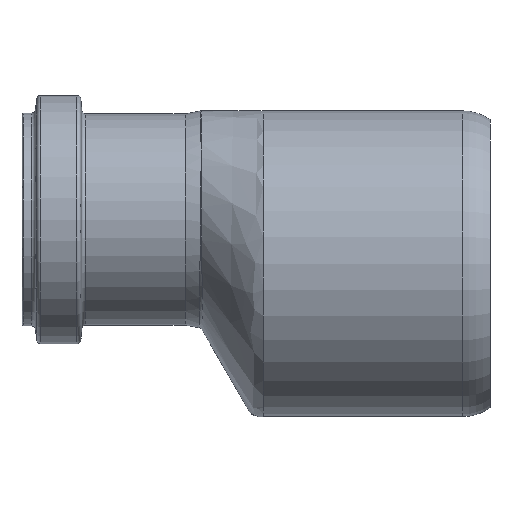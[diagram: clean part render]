
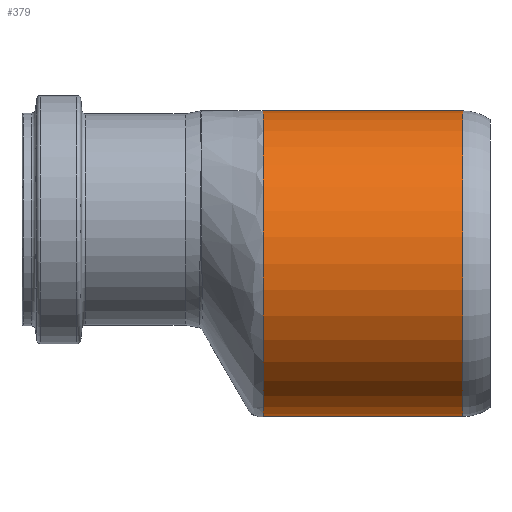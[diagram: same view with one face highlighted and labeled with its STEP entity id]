
A CAD part, left-side view. The second image highlights one B-rep face of the part: STEP entity #379.
In plain terms, the highlighted cylindrical face has radius 39.1 mm (diameter 78.2 mm), a full revolution.
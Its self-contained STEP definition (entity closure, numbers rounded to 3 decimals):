
#38=FACE_BOUND('',#151,.T.);
#67=CYLINDRICAL_SURFACE('',#419,39.1);
#75=CIRCLE('',#409,39.1);
#76=CIRCLE('',#410,39.1);
#82=CIRCLE('',#418,39.1);
#114=FACE_OUTER_BOUND('',#150,.T.);
#150=EDGE_LOOP('',(#311));
#151=EDGE_LOOP('',(#312,#313));
#216=VERTEX_POINT('',#1088);
#217=VERTEX_POINT('',#1098);
#223=VERTEX_POINT('',#1413);
#255=EDGE_CURVE('',#216,#217,#75,.T.);
#256=EDGE_CURVE('',#217,#216,#76,.T.);
#263=EDGE_CURVE('',#223,#223,#82,.T.);
#311=ORIENTED_EDGE('',*,*,#263,.T.);
#312=ORIENTED_EDGE('',*,*,#256,.F.);
#313=ORIENTED_EDGE('',*,*,#255,.F.);
#379=ADVANCED_FACE('',(#114,#38),#67,.T.);
#409=AXIS2_PLACEMENT_3D('',#1099,#474,#475);
#410=AXIS2_PLACEMENT_3D('',#1100,#476,#477);
#418=AXIS2_PLACEMENT_3D('',#1414,#492,#493);
#419=AXIS2_PLACEMENT_3D('',#1415,#494,#495);
#474=DIRECTION('center_axis',(0.,1.,0.));
#475=DIRECTION('ref_axis',(1.,0.,0.));
#476=DIRECTION('center_axis',(0.,1.,0.));
#477=DIRECTION('ref_axis',(1.,0.,0.));
#492=DIRECTION('center_axis',(0.,1.,0.));
#493=DIRECTION('ref_axis',(1.,0.,0.));
#494=DIRECTION('center_axis',(0.,1.,0.));
#495=DIRECTION('ref_axis',(0.,0.,1.));
#1088=CARTESIAN_POINT('',(0.,-20.,-50.4));
#1098=CARTESIAN_POINT('',(0.,-20.,27.8));
#1099=CARTESIAN_POINT('Origin',(0.,-20.,-11.3));
#1100=CARTESIAN_POINT('Origin',(0.,-20.,-11.3));
#1413=CARTESIAN_POINT('',(0.,-71.,27.8));
#1414=CARTESIAN_POINT('Origin',(0.,-71.,-11.3));
#1415=CARTESIAN_POINT('Origin',(0.,-45.5,-11.3));
